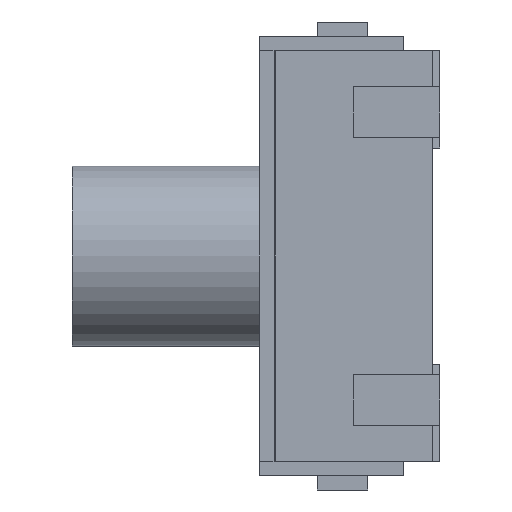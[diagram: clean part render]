
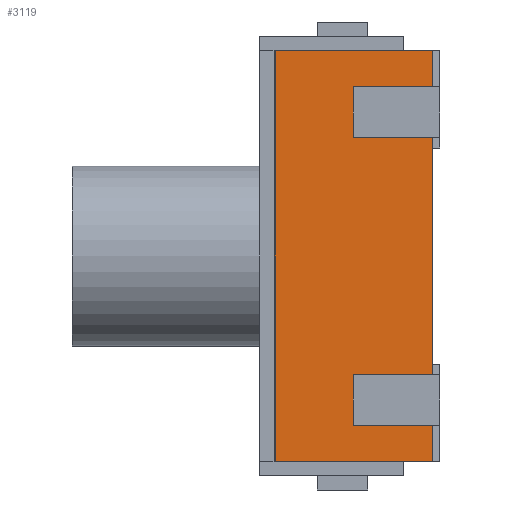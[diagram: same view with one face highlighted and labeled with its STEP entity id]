
A CAD part, left-side view. The second image highlights one B-rep face of the part: STEP entity #3119.
In plain terms, the highlighted planar face has unit normal (-1, 0, 0).
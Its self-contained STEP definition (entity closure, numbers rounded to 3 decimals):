
#4 = ORIENTED_EDGE ( 'NONE', *, *, #2752, .T. ) ;
#7 = VERTEX_POINT ( 'NONE', #380 ) ;
#25 = VERTEX_POINT ( 'NONE', #493 ) ;
#39 = ORIENTED_EDGE ( 'NONE', *, *, #2536, .F. ) ;
#44 = ORIENTED_EDGE ( 'NONE', *, *, #285, .T. ) ;
#70 = EDGE_LOOP ( 'NONE', ( #2984, #2946, #44, #3044, #4, #39, #2758, #2942, #2956, #251, #2675, #3008 ) ) ;
#177 = EDGE_CURVE ( 'NONE', #25, #2623, #1497, .T. ) ;
#251 = ORIENTED_EDGE ( 'NONE', *, *, #177, .F. ) ;
#254 = EDGE_CURVE ( 'NONE', #7, #25, #1866, .T. ) ;
#285 = EDGE_CURVE ( 'NONE', #311, #663, #1993, .T. ) ;
#311 = VERTEX_POINT ( 'NONE', #2092 ) ;
#321 = EDGE_CURVE ( 'NONE', #2820, #2784, #2120, .T. ) ;
#380 = CARTESIAN_POINT ( 'NONE',  ( -3.1, 2.28, -2.85 ) ) ;
#493 = CARTESIAN_POINT ( 'NONE',  ( -3.1, 2.28, 2.85 ) ) ;
#618 = LINE ( 'NONE', #619, #620 ) ;
#619 = CARTESIAN_POINT ( 'NONE',  ( -3.1, 2.28, -1.65 ) ) ;
#620 = VECTOR ( 'NONE', #621, 1000. ) ;
#621 = DIRECTION ( 'NONE',  ( 0., 1., 0. ) ) ;
#662 = LINE ( 'NONE', #665, #666 ) ;
#663 = VERTEX_POINT ( 'NONE', #2273 ) ;
#665 = CARTESIAN_POINT ( 'NONE',  ( -3.1, 0.1, 2.85 ) ) ;
#666 = VECTOR ( 'NONE', #667, 1000. ) ;
#667 = DIRECTION ( 'NONE',  ( 0., 0., 1. ) ) ;
#705 = CARTESIAN_POINT ( 'NONE',  ( -3.1, 0.1, 1.65 ) ) ;
#997 = VERTEX_POINT ( 'NONE', #2366 ) ;
#1006 = LINE ( 'NONE', #1007, #1008 ) ;
#1007 = CARTESIAN_POINT ( 'NONE',  ( -3.1, 2.28, 1.65 ) ) ;
#1008 = VECTOR ( 'NONE', #1009, 1000. ) ;
#1009 = DIRECTION ( 'NONE',  ( 0., -1., 0. ) ) ;
#1271 = LINE ( 'NONE', #1272, #1273 ) ;
#1272 = CARTESIAN_POINT ( 'NONE',  ( -3.1, 2.28, -2.35 ) ) ;
#1273 = VECTOR ( 'NONE', #1274, 1000. ) ;
#1274 = DIRECTION ( 'NONE',  ( 0., 1., 0. ) ) ;
#1314 = CARTESIAN_POINT ( 'NONE',  ( -3.1, 0.1, -2.85 ) ) ;
#1352 = LINE ( 'NONE', #1353, #1354 ) ;
#1353 = CARTESIAN_POINT ( 'NONE',  ( -3.1, 2.28, -2.85 ) ) ;
#1354 = VECTOR ( 'NONE', #1355, 1000. ) ;
#1355 = DIRECTION ( 'NONE',  ( 0., -1., 0. ) ) ;
#1357 = FACE_OUTER_BOUND ( 'NONE', #70, .T. ) ;
#1358 = PLANE ( 'NONE',  #1359 ) ;
#1359 = AXIS2_PLACEMENT_3D ( 'NONE', #1360, #1361, #1362 ) ;
#1360 = CARTESIAN_POINT ( 'NONE',  ( -3.1, 2.28, 2.85 ) ) ;
#1361 = DIRECTION ( 'NONE',  ( 1., 0., 0. ) ) ;
#1362 = DIRECTION ( 'NONE',  ( 0., 0., -1. ) ) ;
#1410 = CARTESIAN_POINT ( 'NONE',  ( -3.1, 0.1, 2.85 ) ) ;
#1497 = LINE ( 'NONE', #1498, #1499 ) ;
#1498 = CARTESIAN_POINT ( 'NONE',  ( -3.1, 2.28, 2.85 ) ) ;
#1499 = VECTOR ( 'NONE', #1500, 1000. ) ;
#1500 = DIRECTION ( 'NONE',  ( 0., -1., 0. ) ) ;
#1693 = CARTESIAN_POINT ( 'NONE',  ( -3.1, 0.1, -2.35 ) ) ;
#1794 = CARTESIAN_POINT ( 'NONE',  ( -3.1, 0.1, -1.65 ) ) ;
#1866 = LINE ( 'NONE', #1867, #1868 ) ;
#1867 = CARTESIAN_POINT ( 'NONE',  ( -3.1, 2.28, 2.85 ) ) ;
#1868 = VECTOR ( 'NONE', #1871, 1000. ) ;
#1871 = DIRECTION ( 'NONE',  ( 0., 0., 1. ) ) ;
#1989 = LINE ( 'NONE', #1990, #1991 ) ;
#1990 = CARTESIAN_POINT ( 'NONE',  ( -3.1, 0.3, 2.85 ) ) ;
#1991 = VECTOR ( 'NONE', #1992, 1000. ) ;
#1992 = DIRECTION ( 'NONE',  ( 0., 0., -1. ) ) ;
#1993 = LINE ( 'NONE', #1994, #1995 ) ;
#1994 = CARTESIAN_POINT ( 'NONE',  ( -3.1, 0.3, 2.85 ) ) ;
#1995 = VECTOR ( 'NONE', #1996, 1000. ) ;
#1996 = DIRECTION ( 'NONE',  ( 0., 0., 1. ) ) ;
#2066 = LINE ( 'NONE', #2067, #2068 ) ;
#2067 = CARTESIAN_POINT ( 'NONE',  ( -3.1, 0.1, 2.85 ) ) ;
#2068 = VECTOR ( 'NONE', #2069, 1000. ) ;
#2069 = DIRECTION ( 'NONE',  ( 0., 0., 1. ) ) ;
#2092 = CARTESIAN_POINT ( 'NONE',  ( -3.1, 0.3, -2.35 ) ) ;
#2096 = EDGE_CURVE ( 'NONE', #3113, #2944, #662, .T. ) ;
#2120 = LINE ( 'NONE', #2121, #2122 ) ;
#2121 = CARTESIAN_POINT ( 'NONE',  ( -3.1, 2.28, 2.35 ) ) ;
#2122 = VECTOR ( 'NONE', #2123, 1000. ) ;
#2123 = DIRECTION ( 'NONE',  ( 0., -1., 0. ) ) ;
#2133 = VERTEX_POINT ( 'NONE', #705 ) ;
#2162 = CARTESIAN_POINT ( 'NONE',  ( -3.1, 0.1, 2.35 ) ) ;
#2271 = CARTESIAN_POINT ( 'NONE',  ( -3.1, 0.3, 2.35 ) ) ;
#2273 = CARTESIAN_POINT ( 'NONE',  ( -3.1, 0.3, -1.65 ) ) ;
#2324 = LINE ( 'NONE', #2325, #2326 ) ;
#2325 = CARTESIAN_POINT ( 'NONE',  ( -3.1, 0.1, 2.85 ) ) ;
#2326 = VECTOR ( 'NONE', #2327, 1000. ) ;
#2327 = DIRECTION ( 'NONE',  ( 0., 0., 1. ) ) ;
#2366 = CARTESIAN_POINT ( 'NONE',  ( -3.1, 0.3, 1.65 ) ) ;
#2536 = EDGE_CURVE ( 'NONE', #997, #2133, #1006, .T. ) ;
#2600 = EDGE_CURVE ( 'NONE', #2944, #311, #1271, .T. ) ;
#2612 = EDGE_CURVE ( 'NONE', #7, #3113, #1352, .T. ) ;
#2623 = VERTEX_POINT ( 'NONE', #1410 ) ;
#2673 = VERTEX_POINT ( 'NONE', #1794 ) ;
#2675 = ORIENTED_EDGE ( 'NONE', *, *, #254, .F. ) ;
#2725 = EDGE_CURVE ( 'NONE', #2820, #997, #1989, .T. ) ;
#2752 = EDGE_CURVE ( 'NONE', #2673, #2133, #2066, .T. ) ;
#2758 = ORIENTED_EDGE ( 'NONE', *, *, #2725, .F. ) ;
#2784 = VERTEX_POINT ( 'NONE', #2162 ) ;
#2820 = VERTEX_POINT ( 'NONE', #2271 ) ;
#2844 = EDGE_CURVE ( 'NONE', #2784, #2623, #2324, .T. ) ;
#2942 = ORIENTED_EDGE ( 'NONE', *, *, #321, .T. ) ;
#2944 = VERTEX_POINT ( 'NONE', #1693 ) ;
#2946 = ORIENTED_EDGE ( 'NONE', *, *, #2600, .T. ) ;
#2956 = ORIENTED_EDGE ( 'NONE', *, *, #2844, .T. ) ;
#2984 = ORIENTED_EDGE ( 'NONE', *, *, #2096, .T. ) ;
#3006 = EDGE_CURVE ( 'NONE', #2673, #663, #618, .T. ) ;
#3008 = ORIENTED_EDGE ( 'NONE', *, *, #2612, .T. ) ;
#3044 = ORIENTED_EDGE ( 'NONE', *, *, #3006, .F. ) ;
#3113 = VERTEX_POINT ( 'NONE', #1314 ) ;
#3119 = ADVANCED_FACE ( 'NONE', ( #1357 ), #1358, .F. ) ;
